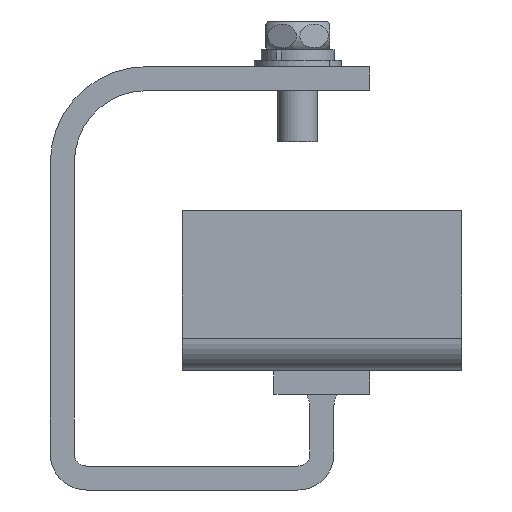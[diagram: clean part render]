
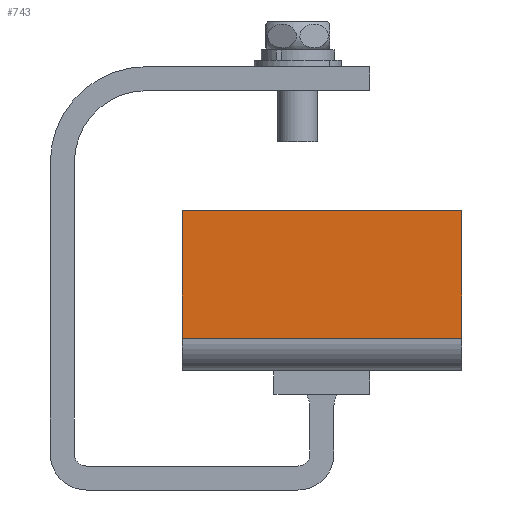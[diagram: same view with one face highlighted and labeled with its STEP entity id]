
A CAD part, front view. The second image highlights one B-rep face of the part: STEP entity #743.
In plain terms, the highlighted planar face has unit normal (0, -1, 0).
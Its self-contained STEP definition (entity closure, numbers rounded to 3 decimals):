
#727 = EDGE_CURVE ( 'NONE', #729, #795, #2154, .T. ) ;
#728 = ORIENTED_EDGE ( 'NONE', *, *, #727, .F. ) ;
#729 = VERTEX_POINT ( 'NONE', #2172 ) ;
#735 = EDGE_CURVE ( 'NONE', #777, #748, #2178, .T. ) ;
#736 = EDGE_LOOP ( 'NONE', ( #774, #728, #818, #823 ) ) ;
#741 = EDGE_CURVE ( 'NONE', #748, #795, #2193, .T. ) ;
#743 = ADVANCED_FACE ( 'NONE', ( #2180 ), #2208, .F. ) ;
#748 = VERTEX_POINT ( 'NONE', #2125 ) ;
#768 = EDGE_CURVE ( 'NONE', #777, #729, #2100, .T. ) ;
#774 = ORIENTED_EDGE ( 'NONE', *, *, #741, .T. ) ;
#777 = VERTEX_POINT ( 'NONE', #2323 ) ;
#795 = VERTEX_POINT ( 'NONE', #2455 ) ;
#818 = ORIENTED_EDGE ( 'NONE', *, *, #768, .F. ) ;
#823 = ORIENTED_EDGE ( 'NONE', *, *, #735, .T. ) ;
#2097 = DIRECTION ( 'NONE',  ( 0., 0., -1. ) ) ;
#2098 = VECTOR ( 'NONE', #2097, 1000. ) ;
#2099 = CARTESIAN_POINT ( 'NONE',  ( 17.5, -29., 17. ) ) ;
#2100 = LINE ( 'NONE', #2099, #2098 ) ;
#2116 = DIRECTION ( 'NONE',  ( 0., 0., -1. ) ) ;
#2117 = VECTOR ( 'NONE', #2116, 1000. ) ;
#2118 = CARTESIAN_POINT ( 'NONE',  ( -17.5, -29., 17. ) ) ;
#2125 = CARTESIAN_POINT ( 'NONE',  ( -17.5, -29., 17. ) ) ;
#2139 = DIRECTION ( 'NONE',  ( 0., 0., 1. ) ) ;
#2152 = VECTOR ( 'NONE', #2173, 1000. ) ;
#2153 = CARTESIAN_POINT ( 'NONE',  ( 17.5, -29., 1. ) ) ;
#2154 = LINE ( 'NONE', #2153, #2152 ) ;
#2172 = CARTESIAN_POINT ( 'NONE',  ( 17.5, -29., 1. ) ) ;
#2173 = DIRECTION ( 'NONE',  ( -1., 0., 0. ) ) ;
#2175 = DIRECTION ( 'NONE',  ( -1., 0., 0. ) ) ;
#2176 = VECTOR ( 'NONE', #2175, 1000. ) ;
#2177 = CARTESIAN_POINT ( 'NONE',  ( 17.5, -29., 17. ) ) ;
#2178 = LINE ( 'NONE', #2177, #2176 ) ;
#2180 = FACE_OUTER_BOUND ( 'NONE', #736, .T. ) ;
#2193 = LINE ( 'NONE', #2118, #2117 ) ;
#2205 = DIRECTION ( 'NONE',  ( 0., 1., 0. ) ) ;
#2206 = CARTESIAN_POINT ( 'NONE',  ( 17.5, -29., 17. ) ) ;
#2207 = AXIS2_PLACEMENT_3D ( 'NONE', #2206, #2205, #2139 ) ;
#2208 = PLANE ( 'NONE',  #2207 ) ;
#2323 = CARTESIAN_POINT ( 'NONE',  ( 17.5, -29., 17. ) ) ;
#2455 = CARTESIAN_POINT ( 'NONE',  ( -17.5, -29., 1. ) ) ;
